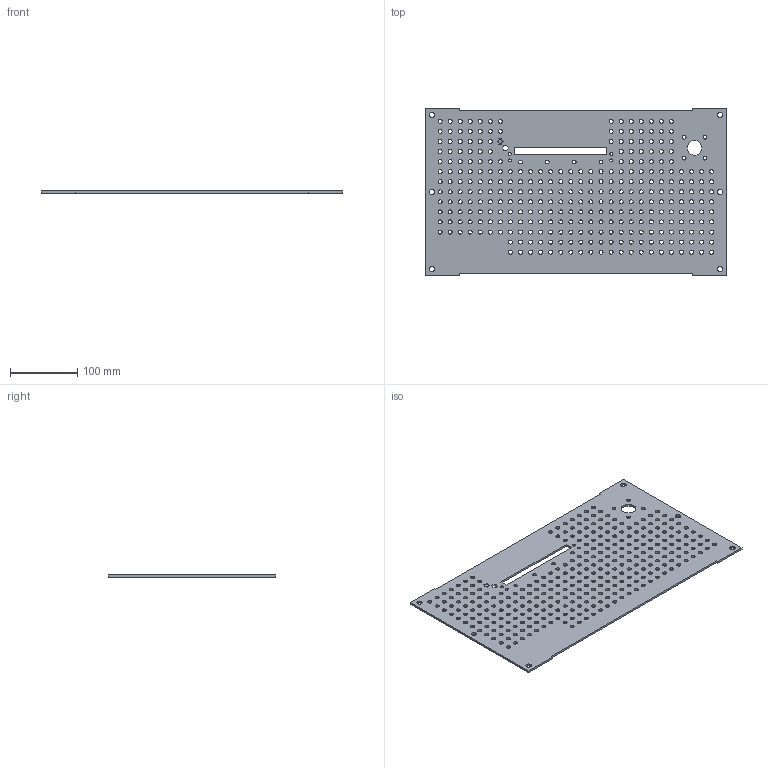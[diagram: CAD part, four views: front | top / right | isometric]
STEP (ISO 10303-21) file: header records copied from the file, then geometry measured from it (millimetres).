
FILE_DESCRIPTION(('FreeCAD Model'),'2;1');
FILE_NAME('Open CASCADE Shape Model','2024-07-01T09:50:13',(''),(''), 'Open CASCADE STEP processor 7.6','FreeCAD','Unknown');
FILE_SCHEMA(('AUTOMOTIVE_DESIGN { 1 0 10303 214 1 1 1 1 }'));
Length unit declared in the file: millimetre
Products named in the file (1): Layer3
Bounding box: 450 x 250 x 3 mm (x, y, z)
Volume: 297867.9 mm3; surface area: 222217.4 mm2
Topology: 1 solids, 1 shells, 351 faces, 1049 edges, 704 vertices
Faces by surface type: cylinder 323, plane 28
Full cylindrical faces by diameter (mm): 4.4 x4, 5.5 x8, 6 x304, 8 x6, 22 x1
Entity records: 13545 total; most frequent: DIRECTION 2401, CARTESIAN_POINT 2105, ORIENTED_EDGE 2098, EDGE_CURVE 1049, FACE_BOUND 1005, EDGE_LOOP 1005, AXIS2_PLACEMENT_3D 1000, VERTEX_POINT 704
